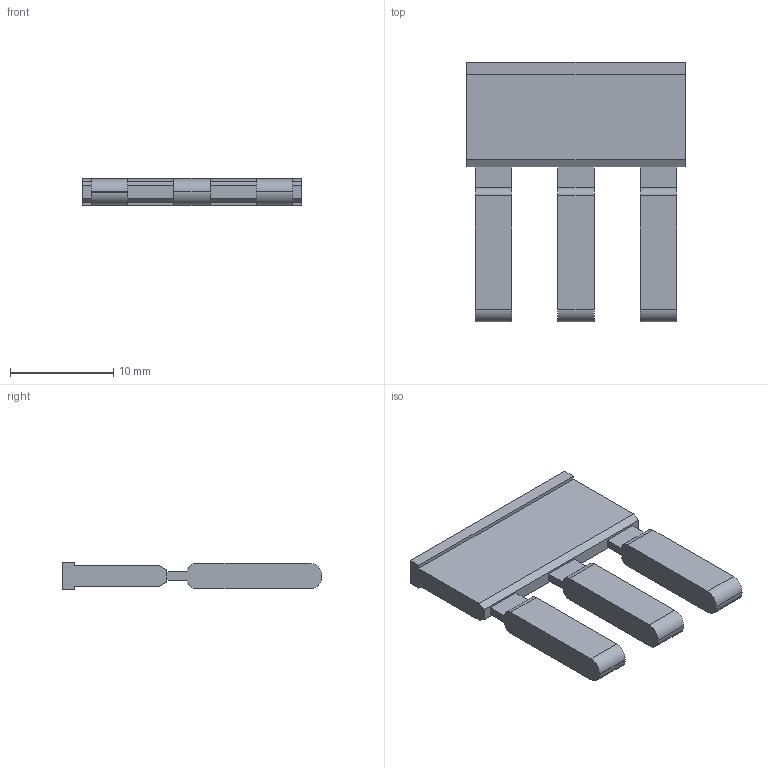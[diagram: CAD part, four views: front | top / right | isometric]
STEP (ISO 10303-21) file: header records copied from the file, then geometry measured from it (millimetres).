
FILE_DESCRIPTION (( 'STEP AP214' ), '1' );
FILE_NAME ('UK6-3.STP', '2013-01-25T11:03:20', ( 'gurcan' ), ( 'Microsoft' ), 'SwSTEP 2.0', 'SolidWorks 2012', '' );
FILE_SCHEMA (( 'AUTOMOTIVE_DESIGN' ));
Length unit declared in the file: millimetre
Products named in the file (1): UK6-3
Bounding box: 21.2 x 25.15 x 2.7 mm (x, y, z)
Volume: 791 mm3; surface area: 1106.1 mm2
Topology: 1 solids, 1 shells, 49 faces, 132 edges, 88 vertices
Faces by surface type: plane 36, cylinder 13
Entity records: 2105 total; most frequent: CARTESIAN_POINT 270, ORIENTED_EDGE 264, DIRECTION 258, EDGE_CURVE 132, LINE 106, VECTOR 106, VERTEX_POINT 88, AXIS2_PLACEMENT_3D 76
